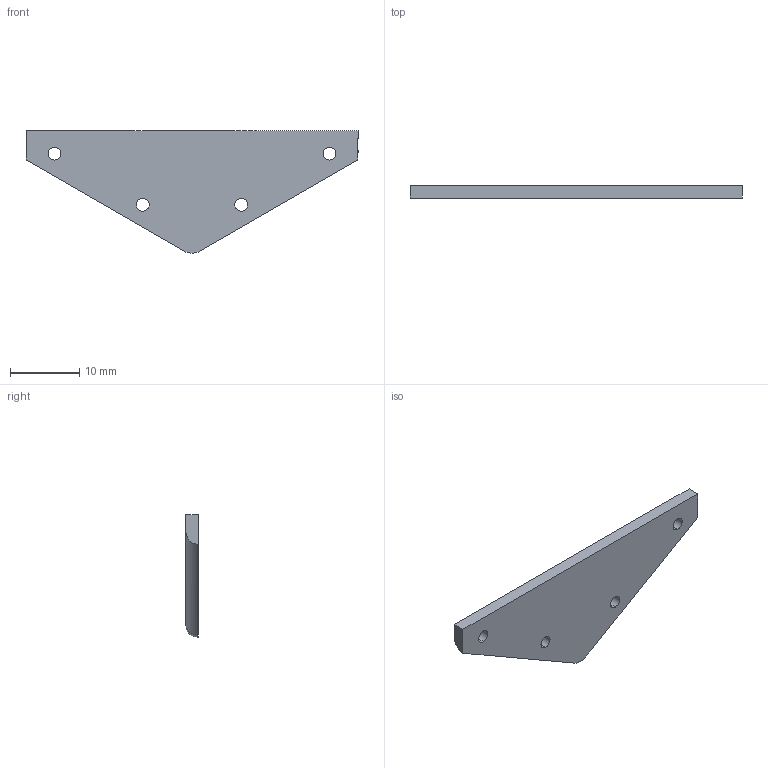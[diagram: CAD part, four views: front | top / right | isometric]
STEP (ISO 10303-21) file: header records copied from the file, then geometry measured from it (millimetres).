
FILE_DESCRIPTION (( 'STEP AP203' ), '1' );
FILE_NAME ('Top brace s_Default_sldprt.STEP', '2025-02-25T19:36:40', ( '' ), ( '' ), 'SwSTEP 2.0', 'SolidWorks 2024', '' );
FILE_SCHEMA (( 'CONFIG_CONTROL_DESIGN' ));
Length unit declared in the file: inch
Products named in the file (1): Top brace s_Default_sldprt
Bounding box: 47.97 x 1.78 x 17.66 mm (x, y, z)
Volume: 898.5 mm3; surface area: 1245.9 mm2
Topology: 1 solids, 1 shells, 21 faces, 54 edges, 35 vertices
Faces by surface type: cylinder 12, plane 7, torus 2
Entity records: 744 total; most frequent: DIRECTION 121, CARTESIAN_POINT 117, ORIENTED_EDGE 108, EDGE_CURVE 54, AXIS2_PLACEMENT_3D 47, VERTEX_POINT 35, EDGE_LOOP 29, VECTOR 27
